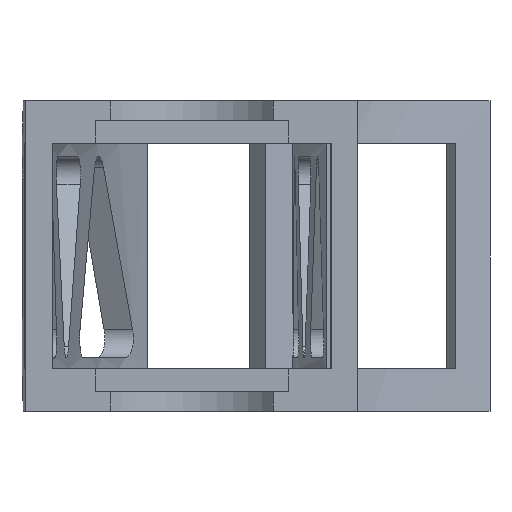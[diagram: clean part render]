
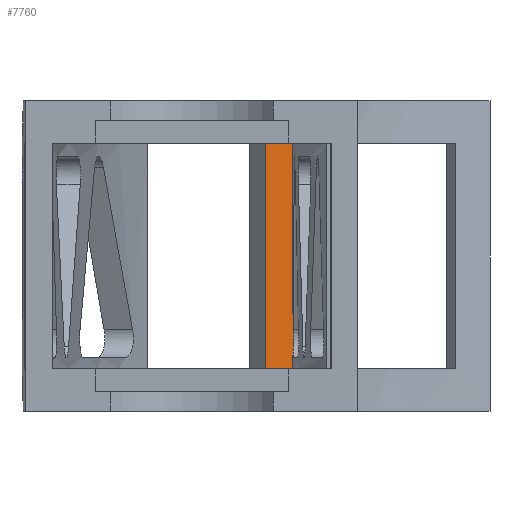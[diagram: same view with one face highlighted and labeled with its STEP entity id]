
A CAD part, left-side view. The second image highlights one B-rep face of the part: STEP entity #7760.
In plain terms, the highlighted planar face has unit normal (-0.731, -0.682, 0).
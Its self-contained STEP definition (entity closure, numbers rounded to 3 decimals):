
#32 = PLANE('',#33);
#33 = AXIS2_PLACEMENT_3D('',#34,#35,#36);
#34 = CARTESIAN_POINT('',(213.599,-15.633,-23.75));
#35 = DIRECTION('',(0.643,-0.766,0.));
#36 = DIRECTION('',(-0.766,-0.643,0.));
#202 = VERTEX_POINT('',#203);
#203 = CARTESIAN_POINT('',(210.92,-17.88,17.25));
#217 = PLANE('',#218);
#218 = AXIS2_PLACEMENT_3D('',#219,#220,#221);
#219 = CARTESIAN_POINT('',(217.022,-24.424,17.25));
#220 = DIRECTION('',(0.,0.,1.));
#221 = DIRECTION('',(-0.682,0.731,0.));
#229 = EDGE_CURVE('',#202,#230,#232,.T.);
#230 = VERTEX_POINT('',#231);
#231 = CARTESIAN_POINT('',(210.92,-17.88,-17.25));
#232 = SURFACE_CURVE('',#233,(#237,#244),.PCURVE_S1.);
#233 = LINE('',#234,#235);
#234 = CARTESIAN_POINT('',(210.92,-17.88,-20.5));
#235 = VECTOR('',#236,1.);
#236 = DIRECTION('',(0.,-0.,-1.));
#237 = PCURVE('',#32,#238);
#238 = DEFINITIONAL_REPRESENTATION('',(#239),#243);
#239 = LINE('',#240,#241);
#240 = CARTESIAN_POINT('',(3.496,-3.25));
#241 = VECTOR('',#242,1.);
#242 = DIRECTION('',(-0.,1.));
#243 = ( GEOMETRIC_REPRESENTATION_CONTEXT(2) 
PARAMETRIC_REPRESENTATION_CONTEXT() REPRESENTATION_CONTEXT('2D SPACE',''
  ) );
#244 = PCURVE('',#245,#250);
#245 = PLANE('',#246);
#246 = AXIS2_PLACEMENT_3D('',#247,#248,#249);
#247 = CARTESIAN_POINT('',(217.022,-24.424,-17.25));
#248 = DIRECTION('',(-0.731,-0.682,0.));
#249 = DIRECTION('',(0.,0.,1.));
#250 = DEFINITIONAL_REPRESENTATION('',(#251),#255);
#251 = LINE('',#252,#253);
#252 = CARTESIAN_POINT('',(-3.25,8.947));
#253 = VECTOR('',#254,1.);
#254 = DIRECTION('',(-1.,0.));
#255 = ( GEOMETRIC_REPRESENTATION_CONTEXT(2) 
PARAMETRIC_REPRESENTATION_CONTEXT() REPRESENTATION_CONTEXT('2D SPACE',''
  ) );
#273 = PLANE('',#274);
#274 = AXIS2_PLACEMENT_3D('',#275,#276,#277);
#275 = CARTESIAN_POINT('',(217.022,-24.424,-17.25));
#276 = DIRECTION('',(0.,0.,1.));
#277 = DIRECTION('',(-0.682,0.731,0.));
#4342 = PLANE('',#4343);
#4343 = AXIS2_PLACEMENT_3D('',#4344,#4345,#4346);
#4344 = CARTESIAN_POINT('',(210.232,-6.144,-17.25));
#4345 = DIRECTION('',(-0.682,0.731,0.));
#4346 = DIRECTION('',(0.,0.,1.));
#5933 = EDGE_CURVE('',#202,#5934,#5936,.T.);
#5934 = VERTEX_POINT('',#5935);
#5935 = CARTESIAN_POINT('',(204.746,-11.259,17.25));
#5936 = SURFACE_CURVE('',#5937,(#5941,#5948),.PCURVE_S1.);
#5937 = LINE('',#5938,#5939);
#5938 = CARTESIAN_POINT('',(217.022,-24.424,17.25));
#5939 = VECTOR('',#5940,1.);
#5940 = DIRECTION('',(-0.682,0.731,0.));
#5941 = PCURVE('',#217,#5942);
#5942 = DEFINITIONAL_REPRESENTATION('',(#5943),#5947);
#5943 = LINE('',#5944,#5945);
#5944 = CARTESIAN_POINT('',(0.,0.));
#5945 = VECTOR('',#5946,1.);
#5946 = DIRECTION('',(1.,0.));
#5947 = ( GEOMETRIC_REPRESENTATION_CONTEXT(2) 
PARAMETRIC_REPRESENTATION_CONTEXT() REPRESENTATION_CONTEXT('2D SPACE',''
  ) );
#5948 = PCURVE('',#245,#5949);
#5949 = DEFINITIONAL_REPRESENTATION('',(#5950),#5954);
#5950 = LINE('',#5951,#5952);
#5951 = CARTESIAN_POINT('',(34.5,0.));
#5952 = VECTOR('',#5953,1.);
#5953 = DIRECTION('',(0.,1.));
#5954 = ( GEOMETRIC_REPRESENTATION_CONTEXT(2) 
PARAMETRIC_REPRESENTATION_CONTEXT() REPRESENTATION_CONTEXT('2D SPACE',''
  ) );
#7760 = ADVANCED_FACE('',(#7761),#245,.T.);
#7761 = FACE_BOUND('',#7762,.T.);
#7762 = EDGE_LOOP('',(#7763,#7786,#7787,#7788));
#7763 = ORIENTED_EDGE('',*,*,#7764,.F.);
#7764 = EDGE_CURVE('',#230,#7765,#7767,.T.);
#7765 = VERTEX_POINT('',#7766);
#7766 = CARTESIAN_POINT('',(204.746,-11.259,-17.25));
#7767 = SURFACE_CURVE('',#7768,(#7772,#7779),.PCURVE_S1.);
#7768 = LINE('',#7769,#7770);
#7769 = CARTESIAN_POINT('',(217.022,-24.424,-17.25));
#7770 = VECTOR('',#7771,1.);
#7771 = DIRECTION('',(-0.682,0.731,0.));
#7772 = PCURVE('',#245,#7773);
#7773 = DEFINITIONAL_REPRESENTATION('',(#7774),#7778);
#7774 = LINE('',#7775,#7776);
#7775 = CARTESIAN_POINT('',(0.,0.));
#7776 = VECTOR('',#7777,1.);
#7777 = DIRECTION('',(0.,1.));
#7778 = ( GEOMETRIC_REPRESENTATION_CONTEXT(2) 
PARAMETRIC_REPRESENTATION_CONTEXT() REPRESENTATION_CONTEXT('2D SPACE',''
  ) );
#7779 = PCURVE('',#273,#7780);
#7780 = DEFINITIONAL_REPRESENTATION('',(#7781),#7785);
#7781 = LINE('',#7782,#7783);
#7782 = CARTESIAN_POINT('',(0.,0.));
#7783 = VECTOR('',#7784,1.);
#7784 = DIRECTION('',(1.,0.));
#7785 = ( GEOMETRIC_REPRESENTATION_CONTEXT(2) 
PARAMETRIC_REPRESENTATION_CONTEXT() REPRESENTATION_CONTEXT('2D SPACE',''
  ) );
#7786 = ORIENTED_EDGE('',*,*,#229,.F.);
#7787 = ORIENTED_EDGE('',*,*,#5933,.T.);
#7788 = ORIENTED_EDGE('',*,*,#7789,.T.);
#7789 = EDGE_CURVE('',#5934,#7765,#7790,.T.);
#7790 = SURFACE_CURVE('',#7791,(#7795,#7802),.PCURVE_S1.);
#7791 = LINE('',#7792,#7793);
#7792 = CARTESIAN_POINT('',(204.746,-11.259,-17.25));
#7793 = VECTOR('',#7794,1.);
#7794 = DIRECTION('',(-0.,0.,-1.));
#7795 = PCURVE('',#245,#7796);
#7796 = DEFINITIONAL_REPRESENTATION('',(#7797),#7801);
#7797 = LINE('',#7798,#7799);
#7798 = CARTESIAN_POINT('',(0.,18.));
#7799 = VECTOR('',#7800,1.);
#7800 = DIRECTION('',(-1.,0.));
#7801 = ( GEOMETRIC_REPRESENTATION_CONTEXT(2) 
PARAMETRIC_REPRESENTATION_CONTEXT() REPRESENTATION_CONTEXT('2D SPACE',''
  ) );
#7802 = PCURVE('',#4342,#7803);
#7803 = DEFINITIONAL_REPRESENTATION('',(#7804),#7808);
#7804 = LINE('',#7805,#7806);
#7805 = CARTESIAN_POINT('',(0.,-7.5));
#7806 = VECTOR('',#7807,1.);
#7807 = DIRECTION('',(-1.,0.));
#7808 = ( GEOMETRIC_REPRESENTATION_CONTEXT(2) 
PARAMETRIC_REPRESENTATION_CONTEXT() REPRESENTATION_CONTEXT('2D SPACE',''
  ) );
